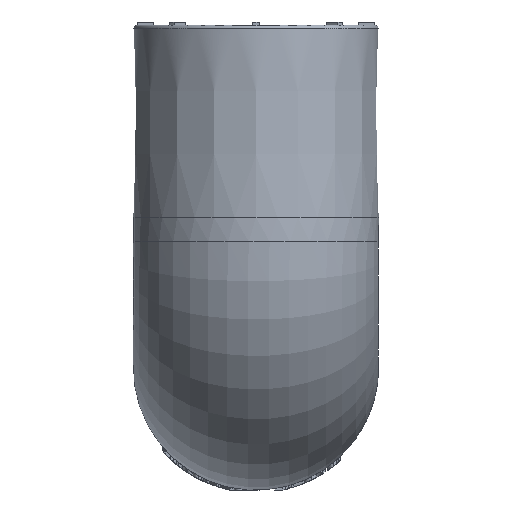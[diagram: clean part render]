
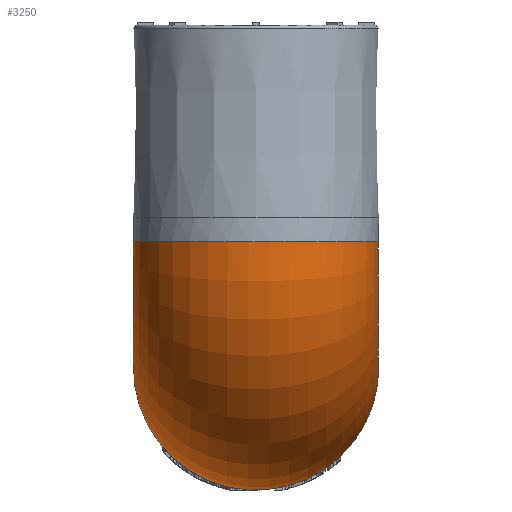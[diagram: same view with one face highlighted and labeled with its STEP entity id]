
A CAD part, left-side view. The second image highlights one B-rep face of the part: STEP entity #3250.
In plain terms, the highlighted toroidal (fillet/blend) face has major radius 10.3 mm and minor radius 10.05 mm.
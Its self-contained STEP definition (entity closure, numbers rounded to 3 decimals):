
#1770=TOROIDAL_SURFACE('',#9959,10.3,10.05);
#3250=ADVANCED_FACE('',(#3799,#3800),#1770,.T.);
#3799=FACE_BOUND('',#4153,.T.);
#3800=FACE_BOUND('',#4154,.T.);
#4153=EDGE_LOOP('',(#5674));
#4154=EDGE_LOOP('',(#5675));
#5674=ORIENTED_EDGE('',*,*,#8835,.T.);
#5675=ORIENTED_EDGE('',*,*,#8836,.T.);
#7694=VERTEX_POINT('',#17486);
#7695=VERTEX_POINT('',#17488);
#8835=EDGE_CURVE('',#7694,#7694,#9597,.T.);
#8836=EDGE_CURVE('',#7695,#7695,#9598,.T.);
#9597=CIRCLE('',#9957,10.05);
#9598=CIRCLE('',#9958,10.05);
#9957=AXIS2_PLACEMENT_3D('',#17485,#11225,#11226);
#9958=AXIS2_PLACEMENT_3D('',#17487,#11227,#11228);
#9959=AXIS2_PLACEMENT_3D('',#17489,#11229,#11230);
#11225=DIRECTION('',(0.,0.,-1.));
#11226=DIRECTION('',(0.,-1.,0.));
#11227=DIRECTION('',(-1.,0.,0.));
#11228=DIRECTION('',(0.,0.,1.));
#11229=DIRECTION('',(0.,-1.,0.));
#11230=DIRECTION('',(-1.,0.,0.));
#17485=CARTESIAN_POINT('',(2513.875,691.848,10.3));
#17486=CARTESIAN_POINT('',(2507.714,699.788,10.3));
#17487=CARTESIAN_POINT('',(2524.175,691.848,0.));
#17488=CARTESIAN_POINT('',(2524.175,691.848,10.05));
#17489=CARTESIAN_POINT('',(2524.175,691.848,10.3));
